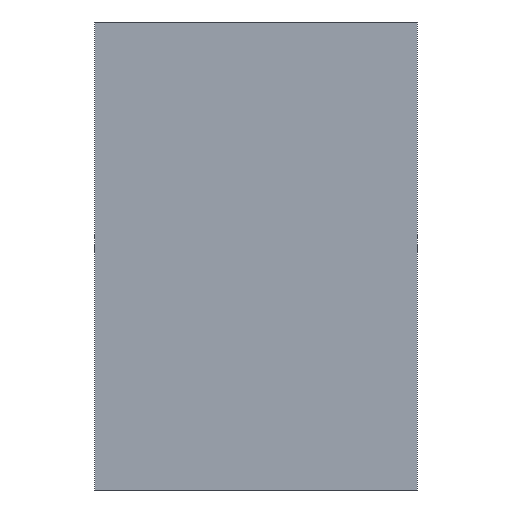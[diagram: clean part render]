
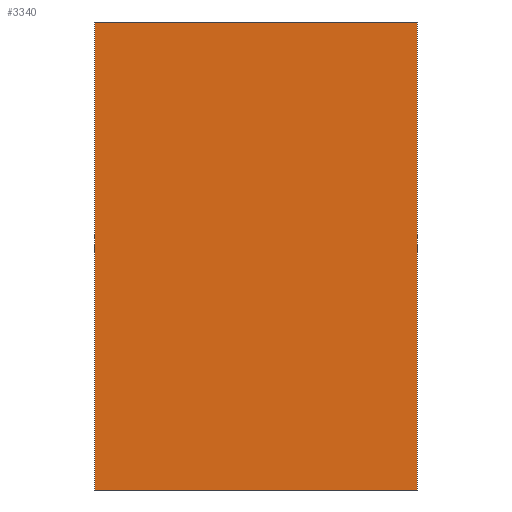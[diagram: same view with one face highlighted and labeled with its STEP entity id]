
A CAD part, front view. The second image highlights one B-rep face of the part: STEP entity #3340.
In plain terms, the highlighted planar face has unit normal (0, -1, 0).
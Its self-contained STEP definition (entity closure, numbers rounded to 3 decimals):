
#228=FACE_OUTER_BOUND('',#422,.T.);
#422=EDGE_LOOP('',(#2237,#2238,#2239,#2240));
#692=LINE('',#5127,#1040);
#695=LINE('',#5132,#1043);
#697=LINE('',#5136,#1045);
#699=LINE('',#5139,#1047);
#1040=VECTOR('',#3747,1000.);
#1043=VECTOR('',#3752,1000.);
#1045=VECTOR('',#3756,1000.);
#1047=VECTOR('',#3760,1000.);
#1431=VERTEX_POINT('',#5125);
#1432=VERTEX_POINT('',#5126);
#1433=VERTEX_POINT('',#5131);
#1434=VERTEX_POINT('',#5135);
#1747=EDGE_CURVE('',#1431,#1432,#692,.T.);
#1750=EDGE_CURVE('',#1432,#1433,#695,.T.);
#1752=EDGE_CURVE('',#1433,#1434,#697,.T.);
#1754=EDGE_CURVE('',#1434,#1431,#699,.T.);
#2237=ORIENTED_EDGE('',*,*,#1747,.F.);
#2238=ORIENTED_EDGE('',*,*,#1754,.F.);
#2239=ORIENTED_EDGE('',*,*,#1752,.F.);
#2240=ORIENTED_EDGE('',*,*,#1750,.F.);
#3042=PLANE('',#3540);
#3340=ADVANCED_FACE('',(#228),#3042,.F.);
#3540=AXIS2_PLACEMENT_3D('',#5140,#3761,#3762);
#3747=DIRECTION('',(0.,0.,-1.));
#3752=DIRECTION('',(-1.,0.,0.));
#3756=DIRECTION('',(0.,0.,1.));
#3760=DIRECTION('',(1.,0.,0.));
#3761=DIRECTION('center_axis',(0.,1.,0.));
#3762=DIRECTION('ref_axis',(0.,0.,1.));
#5125=CARTESIAN_POINT('',(5.,0.,7.25));
#5126=CARTESIAN_POINT('',(5.,0.,-7.25));
#5127=CARTESIAN_POINT('',(5.,0.,-7.25));
#5131=CARTESIAN_POINT('',(-5.,0.,-7.25));
#5132=CARTESIAN_POINT('',(-5.,0.,-7.25));
#5135=CARTESIAN_POINT('',(-5.,0.,7.25));
#5136=CARTESIAN_POINT('',(-5.,0.,-7.25));
#5139=CARTESIAN_POINT('',(-5.,0.,7.25));
#5140=CARTESIAN_POINT('Origin',(0.,0.,0.));
